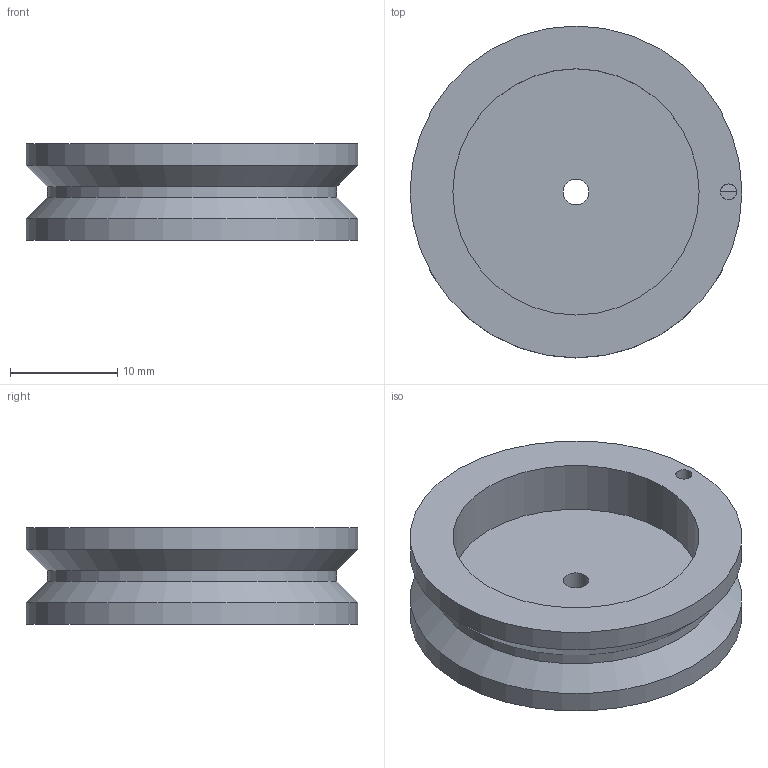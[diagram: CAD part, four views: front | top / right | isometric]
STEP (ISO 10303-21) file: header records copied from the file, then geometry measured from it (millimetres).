
FILE_DESCRIPTION(/* description */ (''),/* implementation_level */ '2;1');
FILE_NAME(/* name */ 'rola v7.step',/* time_stamp */ '2022-05-27T23:33:14+03:00',/* author */ (''),/* organization */ (''),/* preprocessor_version */ 'ST-DEVELOPER v19',/* originating_system */ 'Autodesk Translation Framework v11.7.0.108',/* authorisation */ '');
FILE_SCHEMA (('AUTOMOTIVE_DESIGN { 1 0 10303 214 3 1 1 }'));
Length unit declared in the file: millimetre
Products named in the file (1): rola
Bounding box: 31 x 31 x 9 mm (x, y, z)
Volume: 3466.1 mm3; surface area: 3008.3 mm2
Topology: 1 solids, 1 shells, 13 faces, 25 edges, 15 vertices
Faces by surface type: cylinder 7, plane 4, cone 2
Full cylindrical faces by diameter (mm): 1.5 x1, 2.4 x1, 20.8 x1, 23 x1, 27 x1, 31 x2
Entity records: 409 total; most frequent: CARTESIAN_POINT 93, DIRECTION 65, ORIENTED_EDGE 50, AXIS2_PLACEMENT_3D 28, EDGE_CURVE 25, EDGE_LOOP 18, VERTEX_POINT 15, CIRCLE 14
